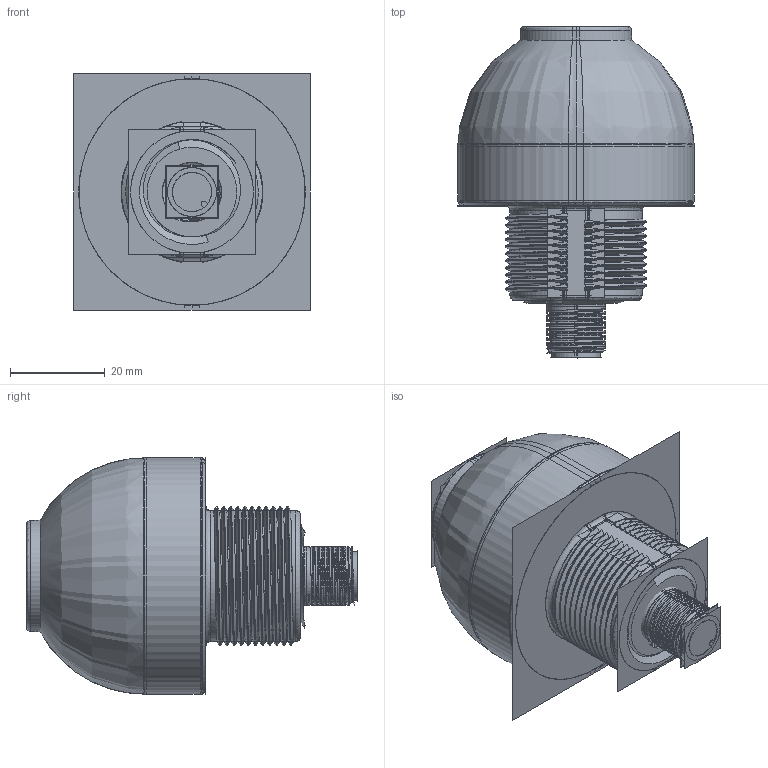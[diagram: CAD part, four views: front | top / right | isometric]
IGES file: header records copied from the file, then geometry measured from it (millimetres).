
Start section:  PTC IGES file: 144868_sm01.igs
Global section: file name: 144868_sm01.igs; native system: Creo Parametric by PTC Inc.; preprocessor: 2022414; author: banengservice; organization: Unknown; date: 20250627.111036; units: millimetre
Bounding box: 50 x 70.2 x 50 mm (x, y, z)
Volume: 69592.4 mm3; surface area: 63330.4 mm2
Topology: 1 solids, 1 shells, 518 faces, 2648 edges, 3364 vertices
Faces by surface type: revolution 298, bspline 220
